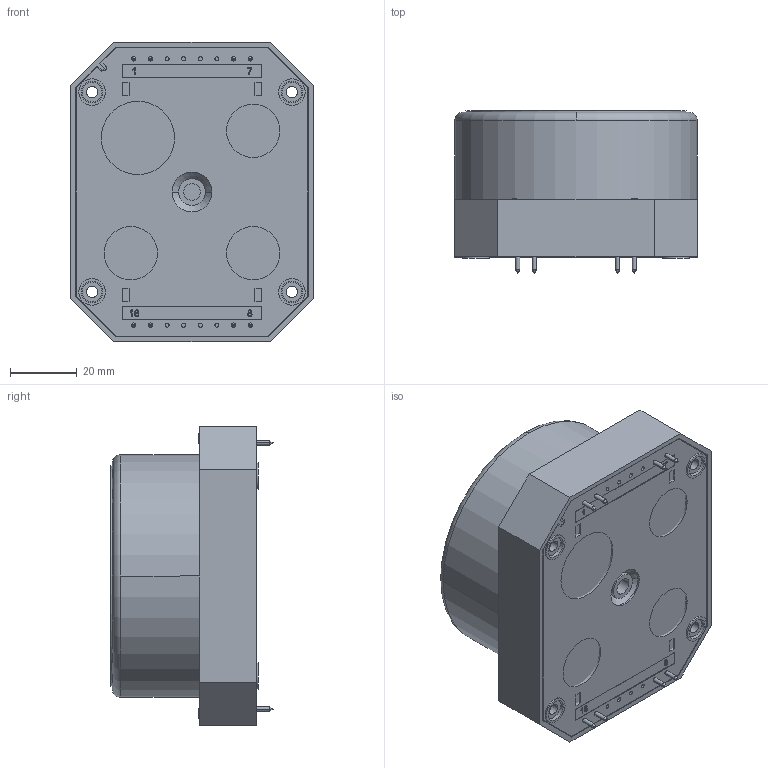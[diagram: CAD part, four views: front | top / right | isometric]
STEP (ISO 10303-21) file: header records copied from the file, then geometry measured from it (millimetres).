
FILE_DESCRIPTION (( 'STEP AP214' ), '1' );
FILE_NAME ('TAPCB 30VA.STEP', '2026-01-05T10:38:12', ( '' ), ( '' ), 'SwSTEP 2.0', 'SolidWorks 2018', '' );
FILE_SCHEMA (( 'AUTOMOTIVE_DESIGN' ));
Length unit declared in the file: millimetre
Products named in the file (2): TAPCB 30VA
Bounding box: 73 x 48.8 x 90 mm (x, y, z)
Volume: 60850.8 mm3; surface area: 70302.7 mm2
Topology: 3 solids, 3 shells, 2221 faces, 6217 edges, 4120 vertices
Faces by surface type: plane 1141, bspline 592, cylinder 446, cone 22, torus 20
Entity records: 99288 total; most frequent: CARTESIAN_POINT 20447, ORIENTED_EDGE 12402, DIRECTION 9236, EDGE_CURVE 6201, VERTEX_POINT 4120, VECTOR 4026, LINE 4026, AXIS2_PLACEMENT_3D 2605
